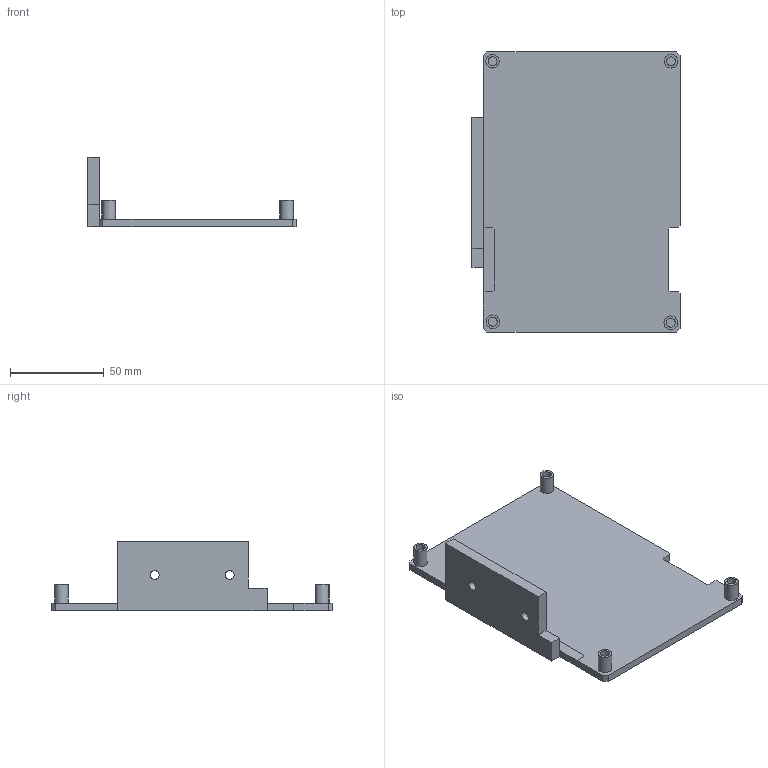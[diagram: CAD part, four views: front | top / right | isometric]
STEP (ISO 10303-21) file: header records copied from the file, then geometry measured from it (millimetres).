
FILE_DESCRIPTION(/* description */ (''),/* implementation_level */ '2;1');
FILE_NAME(/* name */ 'LattePanda Sigma Mount v4.step',/* time_stamp */ '2025-10-19T11:18:06-04:00',/* author */ (''),/* organization */ (''),/* preprocessor_version */ 'ST-DEVELOPER v20.1',/* originating_system */ 'Autodesk Translation Framework v14.17.0.0',/* authorisation */ '');
FILE_SCHEMA (('AUTOMOTIVE_DESIGN { 1 0 10303 214 3 1 1 }'));
Length unit declared in the file: millimetre
Products named in the file (2): LattePanda Sigma Mount; Document
Assembly tree (1 placements, depth 2):
  LattePanda Sigma Mount
    Document
Bounding box: 111.06 x 149.55 x 37 mm (x, y, z)
Volume: 79028.4 mm3; surface area: 41563.9 mm2
Topology: 2 solids, 2 shells, 61 faces, 146 edges, 97 vertices
Faces by surface type: plane 51, cylinder 10
Full cylindrical faces by diameter (mm): 4.8 x6, 7.2 x4
Entity records: 1821 total; most frequent: CARTESIAN_POINT 307, DIRECTION 294, ORIENTED_EDGE 292, EDGE_CURVE 146, LINE 126, VECTOR 126, VERTEX_POINT 97, AXIS2_PLACEMENT_3D 84
